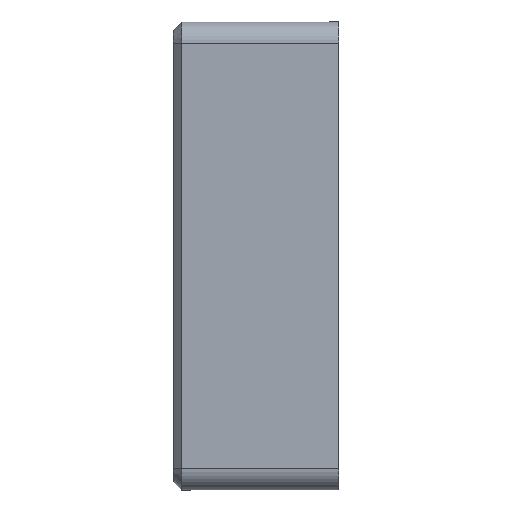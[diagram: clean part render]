
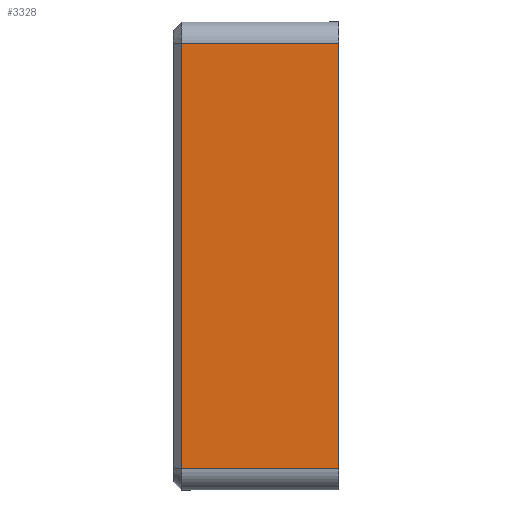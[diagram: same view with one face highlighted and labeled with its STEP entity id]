
A CAD part, left-side view. The second image highlights one B-rep face of the part: STEP entity #3328.
In plain terms, the highlighted planar face has unit normal (-1, 0, 0).
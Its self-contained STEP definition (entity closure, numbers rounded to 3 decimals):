
#159=PLANE('',#3701);
#345=FACE_OUTER_BOUND('',#565,.T.);
#565=EDGE_LOOP('',(#2978,#2979,#2980,#2981));
#839=LINE('',#5976,#1133);
#853=LINE('',#6027,#1147);
#860=LINE('',#6047,#1154);
#862=LINE('',#6050,#1156);
#1133=VECTOR('',#4599,10.);
#1147=VECTOR('',#4645,10.);
#1154=VECTOR('',#4670,10.);
#1156=VECTOR('',#4674,10.);
#1609=VERTEX_POINT('',#5973);
#1610=VERTEX_POINT('',#5975);
#1630=VERTEX_POINT('',#6021);
#1631=VERTEX_POINT('',#6025);
#2055=EDGE_CURVE('',#1610,#1609,#839,.T.);
#2082=EDGE_CURVE('',#1630,#1631,#853,.T.);
#2092=EDGE_CURVE('',#1631,#1609,#860,.T.);
#2094=EDGE_CURVE('',#1610,#1630,#862,.T.);
#2978=ORIENTED_EDGE('',*,*,#2082,.F.);
#2979=ORIENTED_EDGE('',*,*,#2094,.F.);
#2980=ORIENTED_EDGE('',*,*,#2055,.T.);
#2981=ORIENTED_EDGE('',*,*,#2092,.F.);
#3328=ADVANCED_FACE('',(#345),#159,.T.);
#3701=AXIS2_PLACEMENT_3D('',#6049,#4672,#4673);
#4599=DIRECTION('',(0.,0.,1.));
#4645=DIRECTION('',(0.,0.,1.));
#4670=DIRECTION('',(0.,-1.,0.));
#4672=DIRECTION('center_axis',(-1.,0.,0.));
#4673=DIRECTION('ref_axis',(0.,0.,
1.));
#4674=DIRECTION('',(0.,1.,0.));
#5973=CARTESIAN_POINT('',(-44.,23.242,5.467));
#5975=CARTESIAN_POINT('',(-44.,23.242,-94.533));
#5976=CARTESIAN_POINT('',(-44.,23.242,-72.033));
#6021=CARTESIAN_POINT('',(-44.,60.242,-94.533));
#6025=CARTESIAN_POINT('',(-44.,60.242,5.467));
#6027=CARTESIAN_POINT('',(-44.,60.242,-72.033));
#6047=CARTESIAN_POINT('',(-44.,28.242,5.467));
#6049=CARTESIAN_POINT('Origin',(-44.,28.242,-99.533));
#6050=CARTESIAN_POINT('',(-44.,28.242,-94.533));
